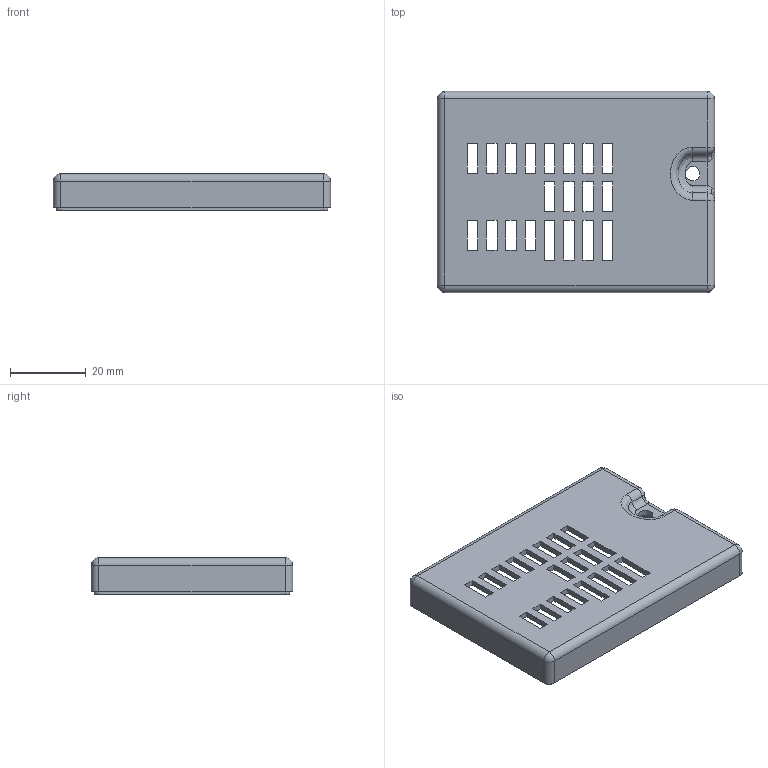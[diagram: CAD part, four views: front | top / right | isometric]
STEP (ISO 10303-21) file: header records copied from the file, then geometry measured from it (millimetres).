
FILE_DESCRIPTION(/* description */ (''),/* implementation_level */ '2;1');
FILE_NAME(/* name */ '45-0002.stp',/* time_stamp */ '2014-07-10T09:15:10-04:00',/* author */ ('Justin'),/* organization */ (''),/* preprocessor_version */ 'ST-DEVELOPER v15.6',/* originating_system */ 'Autodesk Inventor 2015',/* authorisation */ '');
FILE_SCHEMA (('AUTOMOTIVE_DESIGN { 1 0 10303 214 3 1 1 }'));
Length unit declared in the file: millimetre
Products named in the file (1): 45-0002
Bounding box: 73 x 53 x 9.7 mm (x, y, z)
Volume: 8158.1 mm3; surface area: 11925.9 mm2
Topology: 1 solids, 1 shells, 199 faces, 530 edges, 335 vertices
Faces by surface type: plane 116, cylinder 51, bspline 14, sphere 10, torus 8
Full cylindrical faces by diameter (mm): 1.85 x4, 3.8 x1, 5 x4
Entity records: 7093 total; most frequent: CARTESIAN_POINT 2174, ORIENTED_EDGE 1030, DIRECTION 942, EDGE_CURVE 515, LINE 362, VECTOR 362, VERTEX_POINT 331, AXIS2_PLACEMENT_3D 290
